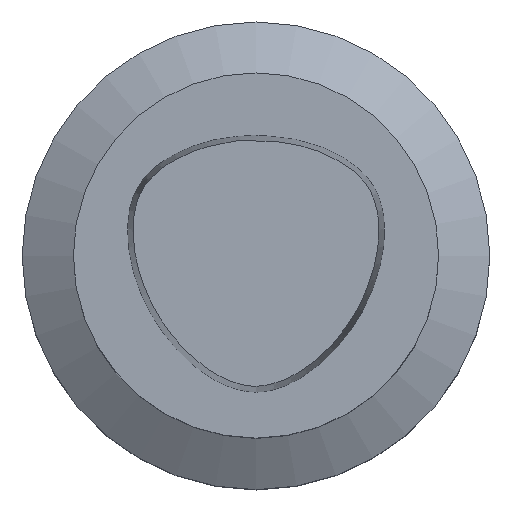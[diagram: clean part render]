
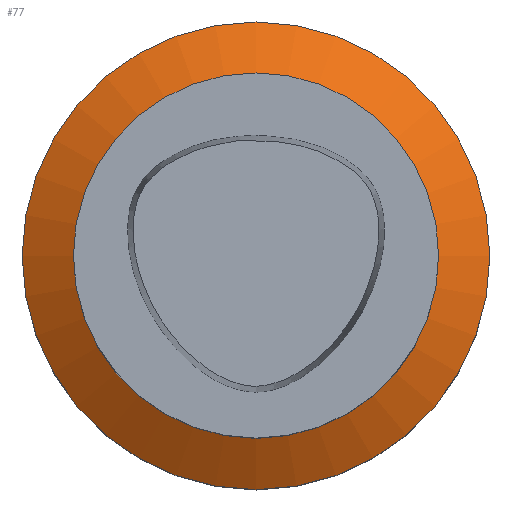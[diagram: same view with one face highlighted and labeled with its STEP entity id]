
A CAD part, top view. The second image highlights one B-rep face of the part: STEP entity #77.
In plain terms, the highlighted conical face has half-angle 60 degrees and reference radius 28.495 mm.
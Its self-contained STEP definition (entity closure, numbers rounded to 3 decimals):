
#77=ADVANCED_FACE('',(#87,#88),#89,.T.);
#87=FACE_BOUND('',#488,.T.);
#88=FACE_BOUND('',#489,.T.);
#89=CONICAL_SURFACE('',#490,28.495,1.047);
#488=EDGE_LOOP('',(#510));
#489=EDGE_LOOP('',(#511));
#490=AXIS2_PLACEMENT_3D('',#512,#513,#514);
#510=ORIENTED_EDGE('',*,*,#537,.F.);
#511=ORIENTED_EDGE('',*,*,#538,.T.);
#512=CARTESIAN_POINT('',(0.,0.,-22.197));
#513=DIRECTION('',(0.,0.,-1.0));
#514=DIRECTION('',(0.,1.0,0.));
#537=EDGE_CURVE('',#546,#546,#547,.T.);
#538=EDGE_CURVE('',#548,#548,#549,.T.);
#546=VERTEX_POINT('',#705);
#547=CIRCLE('',#706,32.0);
#548=VERTEX_POINT('',#707);
#549=CIRCLE('',#708,24.99);
#705=CARTESIAN_POINT('',(0.,32.0,-24.22));
#706=AXIS2_PLACEMENT_3D('',#713,#714,#715);
#707=CARTESIAN_POINT('',(0.,24.99,-20.173));
#708=AXIS2_PLACEMENT_3D('',#716,#717,#718);
#713=CARTESIAN_POINT('',(0.,0.,-24.22));
#714=DIRECTION('',(0.,0.,-1.0));
#715=DIRECTION('',(0.,1.0,0.));
#716=CARTESIAN_POINT('',(0.,0.,-20.173));
#717=DIRECTION('',(0.,0.,-1.0));
#718=DIRECTION('',(0.,1.0,0.));
